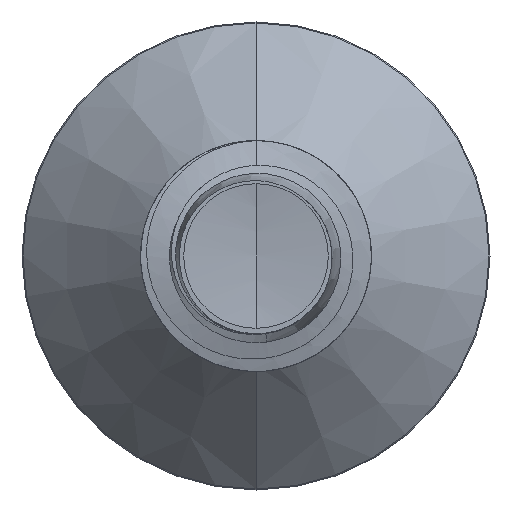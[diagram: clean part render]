
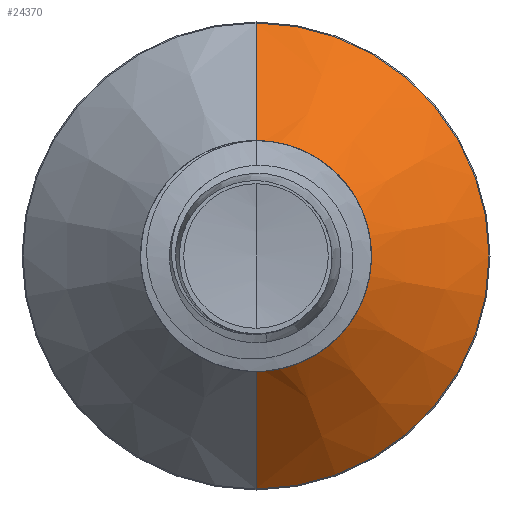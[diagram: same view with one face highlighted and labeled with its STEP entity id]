
A CAD part, front view. The second image highlights one B-rep face of the part: STEP entity #24370.
In plain terms, the highlighted conical face has half-angle 45 degrees and reference radius 0.859 mm.
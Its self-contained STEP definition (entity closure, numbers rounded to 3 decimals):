
#1889 = DIRECTION ( 'NONE',  ( 0., 0., 1. ) ) ;
#2725 = VERTEX_POINT ( 'NONE', #12759 ) ;
#2795 = EDGE_LOOP ( 'NONE', ( #10045, #10244, #4839, #5411 ) ) ;
#4355 = DIRECTION ( 'NONE',  ( 0., 0.707, 0.707 ) ) ;
#4374 = AXIS2_PLACEMENT_3D ( 'NONE', #14756, #31556, #17187 ) ;
#4594 = CARTESIAN_POINT ( 'NONE',  ( 0., 7.684, -0.859 ) ) ;
#4839 = ORIENTED_EDGE ( 'NONE', *, *, #24911, .F. ) ;
#5153 = CONICAL_SURFACE ( 'NONE', #23045, 0.859, 0.785 ) ;
#5411 = ORIENTED_EDGE ( 'NONE', *, *, #8206, .F. ) ;
#8206 = EDGE_CURVE ( 'NONE', #10452, #8392, #8706, .T. ) ;
#8392 = VERTEX_POINT ( 'NONE', #28702 ) ;
#8706 = LINE ( 'NONE', #16527, #27292 ) ;
#10045 = ORIENTED_EDGE ( 'NONE', *, *, #21892, .T. ) ;
#10244 = ORIENTED_EDGE ( 'NONE', *, *, #11904, .T. ) ;
#10452 = VERTEX_POINT ( 'NONE', #26322 ) ;
#11904 = EDGE_CURVE ( 'NONE', #15277, #2725, #30270, .T. ) ;
#12759 = CARTESIAN_POINT ( 'NONE',  ( 0., 8.642, -1.817 ) ) ;
#13288 = FACE_OUTER_BOUND ( 'NONE', #2795, .T. ) ;
#14756 = CARTESIAN_POINT ( 'NONE',  ( 0., 8.642, 0. ) ) ;
#15277 = VERTEX_POINT ( 'NONE', #4594 ) ;
#16527 = CARTESIAN_POINT ( 'NONE',  ( 0., 7.684, 0.859 ) ) ;
#16615 = DIRECTION ( 'NONE',  ( 0., 1., 0. ) ) ;
#16793 = CARTESIAN_POINT ( 'NONE',  ( 0., 7.684, -0.859 ) ) ;
#17187 = DIRECTION ( 'NONE',  ( 0., 0., 1. ) ) ;
#18637 = CIRCLE ( 'NONE', #18773, 0.859 ) ;
#18773 = AXIS2_PLACEMENT_3D ( 'NONE', #30982, #16615, #1889 ) ;
#19005 = CIRCLE ( 'NONE', #4374, 1.817 ) ;
#19220 = DIRECTION ( 'NONE',  ( 0., 0.707, -0.707 ) ) ;
#21892 = EDGE_CURVE ( 'NONE', #10452, #15277, #18637, .T. ) ;
#23045 = AXIS2_PLACEMENT_3D ( 'NONE', #30739, #23685, #26068 ) ;
#23685 = DIRECTION ( 'NONE',  ( 0., 1., 0. ) ) ;
#23953 = VECTOR ( 'NONE', #19220, 1000. ) ;
#24370 = ADVANCED_FACE ( 'NONE', ( #13288 ), #5153, .T. ) ;
#24911 = EDGE_CURVE ( 'NONE', #8392, #2725, #19005, .T. ) ;
#26068 = DIRECTION ( 'NONE',  ( 0., 0., 1. ) ) ;
#26322 = CARTESIAN_POINT ( 'NONE',  ( 0., 7.684, 0.859 ) ) ;
#27292 = VECTOR ( 'NONE', #4355, 1000. ) ;
#28702 = CARTESIAN_POINT ( 'NONE',  ( 0., 8.642, 1.817 ) ) ;
#30270 = LINE ( 'NONE', #16793, #23953 ) ;
#30739 = CARTESIAN_POINT ( 'NONE',  ( 0., 7.684, 0. ) ) ;
#30982 = CARTESIAN_POINT ( 'NONE',  ( 0., 7.684, 0. ) ) ;
#31556 = DIRECTION ( 'NONE',  ( 0., 1., 0. ) ) ;
